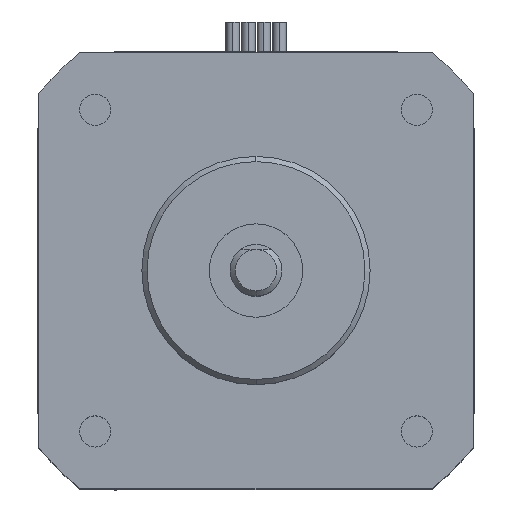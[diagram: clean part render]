
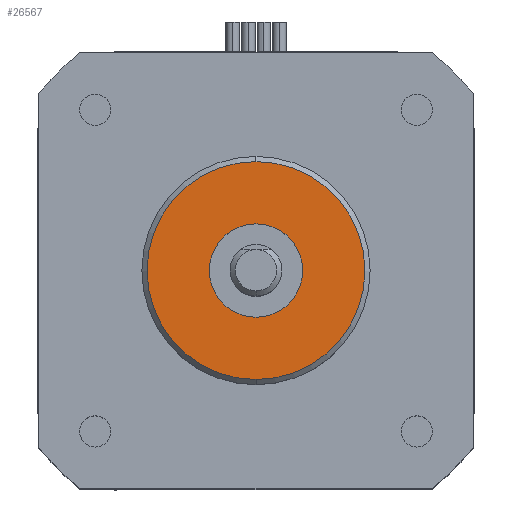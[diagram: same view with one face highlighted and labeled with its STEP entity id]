
A CAD part, top view. The second image highlights one B-rep face of the part: STEP entity #26567.
In plain terms, the highlighted planar face has unit normal (0, 0, 1).
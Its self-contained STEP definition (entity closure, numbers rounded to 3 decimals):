
#1919 = DIRECTION ( 'NONE',  ( 0., 0., -1. ) ) ;
#2951 = ORIENTED_EDGE ( 'NONE', *, *, #11852, .T. ) ;
#3202 = CARTESIAN_POINT ( 'NONE',  ( 10.5, 0., 26.4 ) ) ;
#4011 = FACE_OUTER_BOUND ( 'NONE', #33117, .T. ) ;
#6126 = DIRECTION ( 'NONE',  ( 0., 0., -1. ) ) ;
#7199 = VERTEX_POINT ( 'NONE', #24334 ) ;
#8975 = DIRECTION ( 'NONE',  ( 0., 0., 1. ) ) ;
#9656 = CARTESIAN_POINT ( 'NONE',  ( 0., 0., 26.4 ) ) ;
#11852 = EDGE_CURVE ( 'NONE', #28418, #7199, #17929, .T. ) ;
#12369 = DIRECTION ( 'NONE',  ( 1., 0., 0. ) ) ;
#12753 = FACE_BOUND ( 'NONE', #29302, .T. ) ;
#13013 = CARTESIAN_POINT ( 'NONE',  ( 0., 0., 26.4 ) ) ;
#14068 = CIRCLE ( 'NONE', #24408, 4.5 ) ;
#14290 = PLANE ( 'NONE',  #25262 ) ;
#15326 = EDGE_CURVE ( 'NONE', #21170, #27351, #32735, .T. ) ;
#15694 = AXIS2_PLACEMENT_3D ( 'NONE', #13013, #32005, #15751 ) ;
#15751 = DIRECTION ( 'NONE',  ( 1., 0., 0. ) ) ;
#17929 = CIRCLE ( 'NONE', #30995, 4.5 ) ;
#18013 = CARTESIAN_POINT ( 'NONE',  ( 0., 0., 26.4 ) ) ;
#19563 = AXIS2_PLACEMENT_3D ( 'NONE', #9656, #28620, #12369 ) ;
#19966 = ORIENTED_EDGE ( 'NONE', *, *, #15326, .T. ) ;
#20354 = CIRCLE ( 'NONE', #15694, 10.5 ) ;
#20720 = DIRECTION ( 'NONE',  ( 1., 0., 0. ) ) ;
#20975 = EDGE_CURVE ( 'NONE', #27351, #21170, #20354, .T. ) ;
#21170 = VERTEX_POINT ( 'NONE', #3202 ) ;
#22290 = CARTESIAN_POINT ( 'NONE',  ( 0., 0., 26.4 ) ) ;
#24334 = CARTESIAN_POINT ( 'NONE',  ( -4.5, 0., 26.4 ) ) ;
#24408 = AXIS2_PLACEMENT_3D ( 'NONE', #18013, #1919, #20720 ) ;
#25050 = DIRECTION ( 'NONE',  ( 1., 0., 0. ) ) ;
#25231 = CARTESIAN_POINT ( 'NONE',  ( 0., 0., 26.4 ) ) ;
#25262 = AXIS2_PLACEMENT_3D ( 'NONE', #25231, #8975, #27953 ) ;
#26288 = CARTESIAN_POINT ( 'NONE',  ( 4.5, 0., 26.4 ) ) ;
#26567 = ADVANCED_FACE ( 'NONE', ( #4011, #12753 ), #14290, .T. ) ;
#27351 = VERTEX_POINT ( 'NONE', #29275 ) ;
#27373 = ORIENTED_EDGE ( 'NONE', *, *, #20975, .T. ) ;
#27850 = EDGE_CURVE ( 'NONE', #7199, #28418, #14068, .T. ) ;
#27953 = DIRECTION ( 'NONE',  ( 1., 0., 0. ) ) ;
#28418 = VERTEX_POINT ( 'NONE', #26288 ) ;
#28620 = DIRECTION ( 'NONE',  ( 0., 0., 1. ) ) ;
#29275 = CARTESIAN_POINT ( 'NONE',  ( -10.5, 0., 26.4 ) ) ;
#29302 = EDGE_LOOP ( 'NONE', ( #2951, #33388 ) ) ;
#30995 = AXIS2_PLACEMENT_3D ( 'NONE', #22290, #6126, #25050 ) ;
#32005 = DIRECTION ( 'NONE',  ( 0., 0., 1. ) ) ;
#32735 = CIRCLE ( 'NONE', #19563, 10.5 ) ;
#33117 = EDGE_LOOP ( 'NONE', ( #27373, #19966 ) ) ;
#33388 = ORIENTED_EDGE ( 'NONE', *, *, #27850, .T. ) ;
